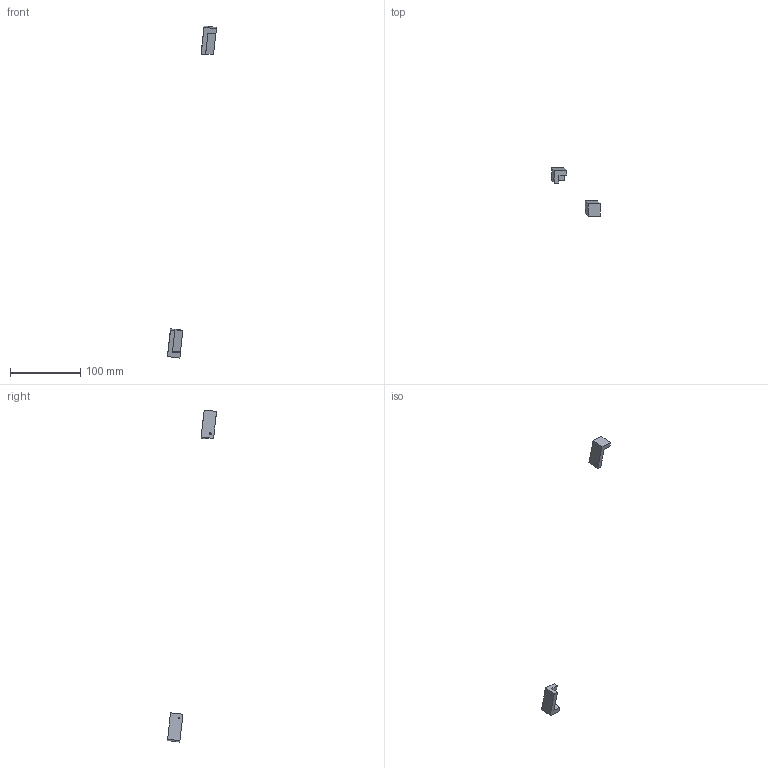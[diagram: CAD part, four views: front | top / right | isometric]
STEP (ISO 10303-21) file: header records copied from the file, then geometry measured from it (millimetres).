
FILE_DESCRIPTION (( 'STEP AP214' ), '1' );
FILE_NAME ('Jigs HI.STEP', '2025-12-22T05:38:21', ( '' ), ( '' ), 'SwSTEP 2.0', 'SolidWorks 2025', '' );
FILE_SCHEMA (( 'AUTOMOTIVE_DESIGN' ));
Length unit declared in the file: inch
Products named in the file (1): Jigs HI
Bounding box: 69.86 x 70.08 x 473.65 mm (x, y, z)
Volume: 16110.9 mm3; surface area: 6835.1 mm2
Topology: 2 solids, 2 shells, 22 faces, 54 edges, 36 vertices
Faces by surface type: plane 18, bspline 4
Entity records: 696 total; most frequent: CARTESIAN_POINT 165, ORIENTED_EDGE 108, DIRECTION 84, EDGE_CURVE 54, VECTOR 46, LINE 46, VERTEX_POINT 36, EDGE_LOOP 26
